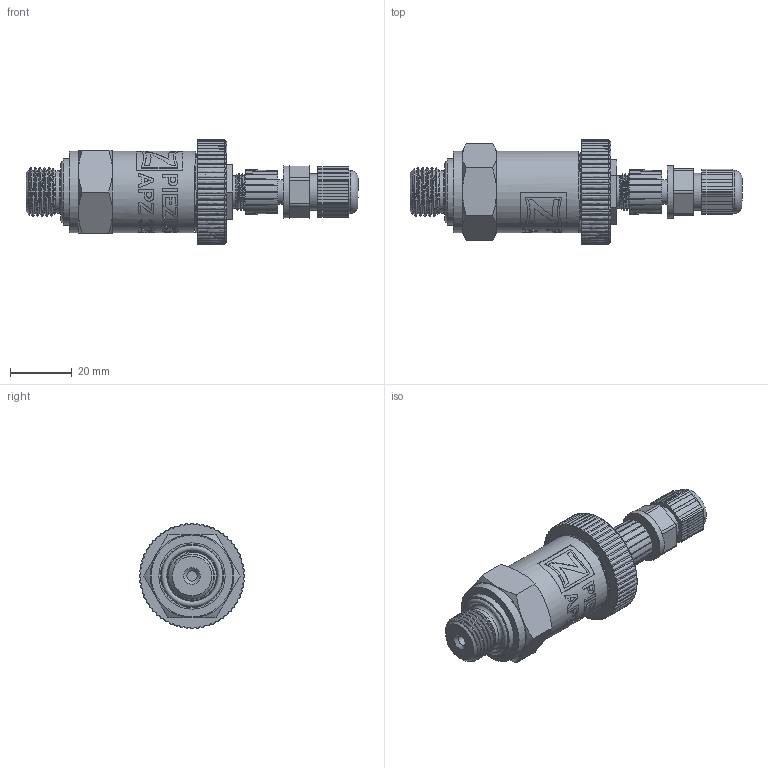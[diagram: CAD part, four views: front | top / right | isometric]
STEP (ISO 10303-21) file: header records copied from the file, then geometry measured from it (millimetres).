
FILE_DESCRIPTION(/* description */ (''),/* implementation_level */ '2;1');
FILE_NAME(/* name */ 'APZ3230_M16x1,5DIN_M12x1-straight.step',/* time_stamp */ '2021-06-24T10:35:15+03:00',/* author */ (''),/* organization */ (''),/* preprocessor_version */ 'ST-DEVELOPER v18.1',/* originating_system */ 'Autodesk Translation Framework v10.9.0.1377',/* authorisation */ '');
FILE_SCHEMA (('AUTOMOTIVE_DESIGN { 1 0 10303 214 3 1 1 }'));
Products named in the file (6): APZ3230_M16x1,5DIN_M12x1-straight; M16x1,5 DIN; OMAL nut M27x1.5 v8; M12x1 male v16; Ш100.000.002 v4; M12x1 female straight v9
Assembly tree (5 placements, depth 2):
  APZ3230_M16x1,5DIN_M12x1-straight
    M16x1,5 DIN
    OMAL nut M27x1.5 v8
    M12x1 male v16
    Ш100.000.002 v4
    M12x1 female straight v9
Bounding box: 107.55 x 34 x 34 mm (x, y, z)
Volume: 42276.5 mm3; surface area: 18561.4 mm2
Topology: 17 solids, 17 shells, 947 faces, 2631 edges, 1759 vertices
Faces by surface type: bspline 474, plane 267, cylinder 147, cone 48, torus 11
Full cylindrical faces by diameter (mm): 1 x12, 1.5 x4, 3.3 x1, 7.3 x1, 8 x3, 8.2 x1, 10.293 x1, 10.6 x2, 10.741 x6, 11.884 x5, 12 x1, 13.8 x1, 14 x2, 14.137 x9, 14.526 x3, 15.85 x8, 16.203 x3, 16.4 x1, 17 x1, 20 x1, 21.4 x2, 21.5 x1, 22.3 x1, 22.4 x1, 24.5 x1, 25.132 x4, 25.526 x4, 26.5 x6, 27.208 x5
Entity records: 67767 total; most frequent: CARTESIAN_POINT 46368, ORIENTED_EDGE 5262, DIRECTION 2937, EDGE_CURVE 2631, VERTEX_POINT 1759, LINE 1195, VECTOR 1195, B_SPLINE_CURVE_WITH_KNOTS 1024
